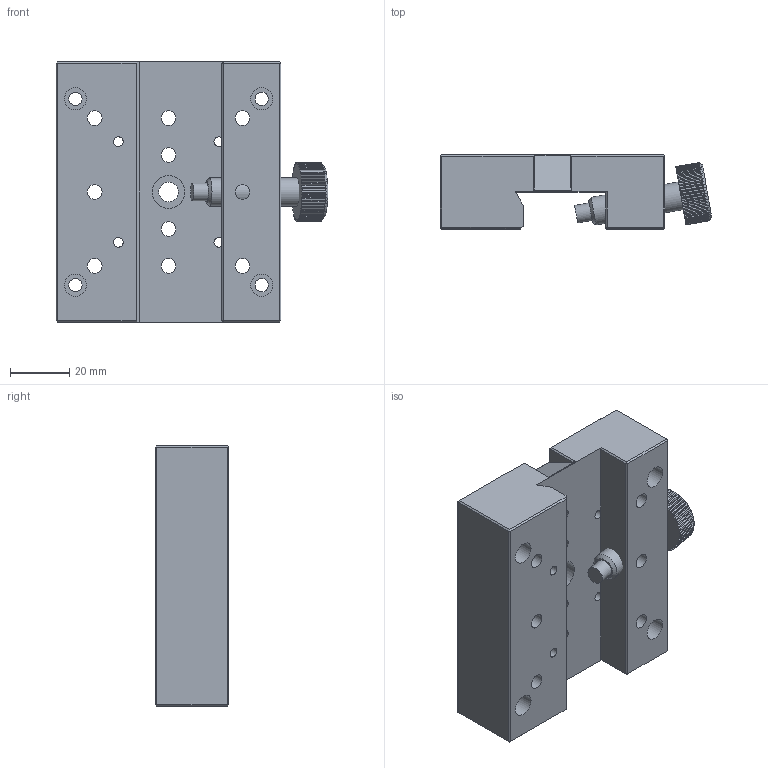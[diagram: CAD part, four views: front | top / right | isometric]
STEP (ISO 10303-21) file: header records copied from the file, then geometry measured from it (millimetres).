
FILE_DESCRIPTION (( 'STEP AP203' ), '1' );
FILE_NAME ('CR-1.step', '2017-01-11T07:14:29', ( '¦K¬P' ), ( '' ), 'SwSTEP 2.0', 'SolidWorks 2012', '' );
FILE_SCHEMA (( 'CONFIG_CONTROL_DESIGN' ));
Length unit declared in the file: millimetre
Products named in the file (1): CR-1
Bounding box: 91.83 x 25 x 88 mm (x, y, z)
Surface area: 31295.2 mm2 (no closed solid volume)
Topology: 0 solids, 3 shells, 264 faces, 759 edges, 489 vertices
Faces by surface type: plane 149, cylinder 103, cone 12
Full cylindrical faces by diameter (mm): 3.3 x4, 4 x4, 4.5 x4, 5 x10, 6 x11, 6.5 x1, 6.6 x1, 7.5 x4, 9.5 x1, 11 x2
Entity records: 8565 total; most frequent: CARTESIAN_POINT 1856, ORIENTED_EDGE 1352, DIRECTION 1322, EDGE_CURVE 698, VERTEX_POINT 482, AXIS2_PLACEMENT_3D 474, LINE 374, VECTOR 374
